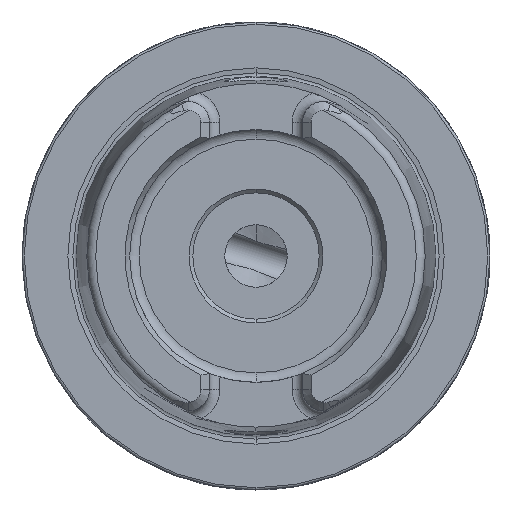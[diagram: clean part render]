
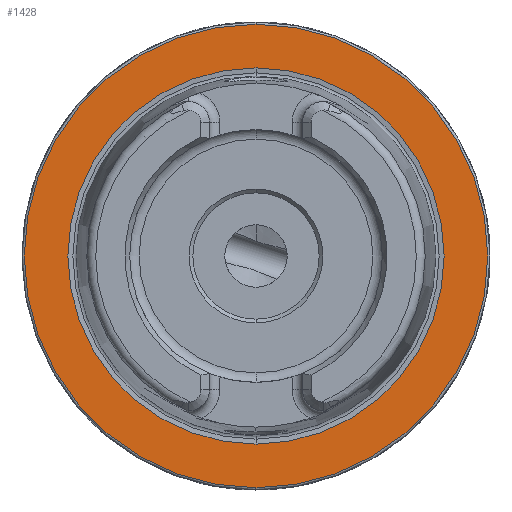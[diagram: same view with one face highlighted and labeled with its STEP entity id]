
A CAD part, left-side view. The second image highlights one B-rep face of the part: STEP entity #1428.
In plain terms, the highlighted planar face has unit normal (-1, 0, 0).
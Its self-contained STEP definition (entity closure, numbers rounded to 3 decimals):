
#121 = VERTEX_POINT ( 'NONE', #3543 ) ;
#242 = DIRECTION ( 'NONE',  ( -1., 0., 0. ) ) ;
#1381 = CIRCLE ( 'NONE', #2242, 25.324 ) ;
#1428 = ADVANCED_FACE ( 'NONE', ( #11993, #9587 ), #3150, .F. ) ;
#1494 = VERTEX_POINT ( 'NONE', #8455 ) ;
#1661 = AXIS2_PLACEMENT_3D ( 'NONE', #8162, #2591, #9100 ) ;
#1717 = CIRCLE ( 'NONE', #9549, 31.2 ) ;
#1785 = CARTESIAN_POINT ( 'NONE',  ( 0., 31.2, 0. ) ) ;
#1830 = EDGE_LOOP ( 'NONE', ( #1867, #6951 ) ) ;
#1867 = ORIENTED_EDGE ( 'NONE', *, *, #2770, .T. ) ;
#2030 = EDGE_CURVE ( 'NONE', #2540, #121, #2459, .T. ) ;
#2242 = AXIS2_PLACEMENT_3D ( 'NONE', #10602, #5092, #11503 ) ;
#2425 = CARTESIAN_POINT ( 'NONE',  ( 0., 0., 0. ) ) ;
#2459 = CIRCLE ( 'NONE', #7140, 31.2 ) ;
#2540 = VERTEX_POINT ( 'NONE', #10075 ) ;
#2591 = DIRECTION ( 'NONE',  ( -1., 0., 0. ) ) ;
#2770 = EDGE_CURVE ( 'NONE', #121, #2540, #1717, .T. ) ;
#3150 = PLANE ( 'NONE',  #10058 ) ;
#3391 = CARTESIAN_POINT ( 'NONE',  ( 0., 0., 0. ) ) ;
#3462 = DIRECTION ( 'NONE',  ( 0., 0., 1. ) ) ;
#3543 = CARTESIAN_POINT ( 'NONE',  ( 0., 0., 31.2 ) ) ;
#3717 = EDGE_LOOP ( 'NONE', ( #5357, #6220 ) ) ;
#4161 = DIRECTION ( 'NONE',  ( -1., 0., 0. ) ) ;
#4908 = DIRECTION ( 'NONE',  ( 1., 0., 0. ) ) ;
#4988 = DIRECTION ( 'NONE',  ( 0., 0., -1. ) ) ;
#5092 = DIRECTION ( 'NONE',  ( -1., 0., 0. ) ) ;
#5357 = ORIENTED_EDGE ( 'NONE', *, *, #8897, .F. ) ;
#6220 = ORIENTED_EDGE ( 'NONE', *, *, #11570, .F. ) ;
#6597 = DIRECTION ( 'NONE',  ( 0., 0., 1. ) ) ;
#6951 = ORIENTED_EDGE ( 'NONE', *, *, #2030, .T. ) ;
#7140 = AXIS2_PLACEMENT_3D ( 'NONE', #2425, #4161, #3462 ) ;
#8162 = CARTESIAN_POINT ( 'NONE',  ( 0., 0., 0. ) ) ;
#8455 = CARTESIAN_POINT ( 'NONE',  ( 0., 0., 25.324 ) ) ;
#8897 = EDGE_CURVE ( 'NONE', #1494, #9646, #1381, .T. ) ;
#9100 = DIRECTION ( 'NONE',  ( 0., 0., 1. ) ) ;
#9148 = CARTESIAN_POINT ( 'NONE',  ( 0., 0., -25.324 ) ) ;
#9549 = AXIS2_PLACEMENT_3D ( 'NONE', #3391, #242, #6597 ) ;
#9587 = FACE_OUTER_BOUND ( 'NONE', #1830, .T. ) ;
#9646 = VERTEX_POINT ( 'NONE', #9148 ) ;
#10058 = AXIS2_PLACEMENT_3D ( 'NONE', #1785, #4908, #4988 ) ;
#10075 = CARTESIAN_POINT ( 'NONE',  ( 0., 0., -31.2 ) ) ;
#10602 = CARTESIAN_POINT ( 'NONE',  ( 0., 0., 0. ) ) ;
#11503 = DIRECTION ( 'NONE',  ( 0., 0., 1. ) ) ;
#11570 = EDGE_CURVE ( 'NONE', #9646, #1494, #11691, .T. ) ;
#11691 = CIRCLE ( 'NONE', #1661, 25.324 ) ;
#11993 = FACE_BOUND ( 'NONE', #3717, .T. ) ;
